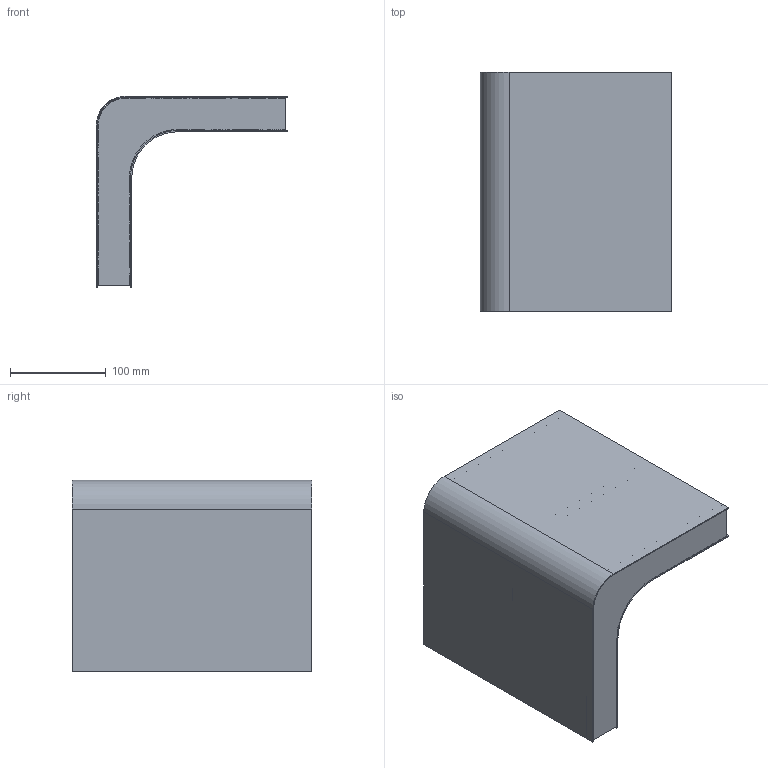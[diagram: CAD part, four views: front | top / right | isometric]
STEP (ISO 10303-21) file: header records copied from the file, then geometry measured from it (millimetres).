
FILE_DESCRIPTION (( 'STEP AP214' ), '1' );
FILE_NAME ('7400636_KSTP1.stp', '2016-10-15T06:12:13', ( '' ), ( '' ), 'SwSTEP 2.0', 'SolidWorks 2016', '' );
FILE_SCHEMA (( 'AUTOMOTIVE_DESIGN' ));
Length unit declared in the file: millimetre
Products named in the file (4): 42197B_f〉 H=37, B=250; 42189C_f〉 B=250; 42836J_Nennh”he 37; 7400636_KSTP1
Assembly tree (5 placements, depth 2):
  7400636_KSTP1
    42836J_Nennh”he 37  x3
    42189C_f〉 B=250
    42197B_f〉 H=37, B=250
Bounding box: 200 x 250 x 200 mm (x, y, z)
Volume: 260585 mm3; surface area: 465121.2 mm2
Topology: 5 solids, 5 shells, 74 faces, 192 edges, 128 vertices
Faces by surface type: plane 58, cylinder 16
Entity records: 1306 total; most frequent: CARTESIAN_POINT 206, DIRECTION 204, ORIENTED_EDGE 192, EDGE_CURVE 96, LINE 80, VECTOR 80, VERTEX_POINT 64, AXIS2_PLACEMENT_3D 62
